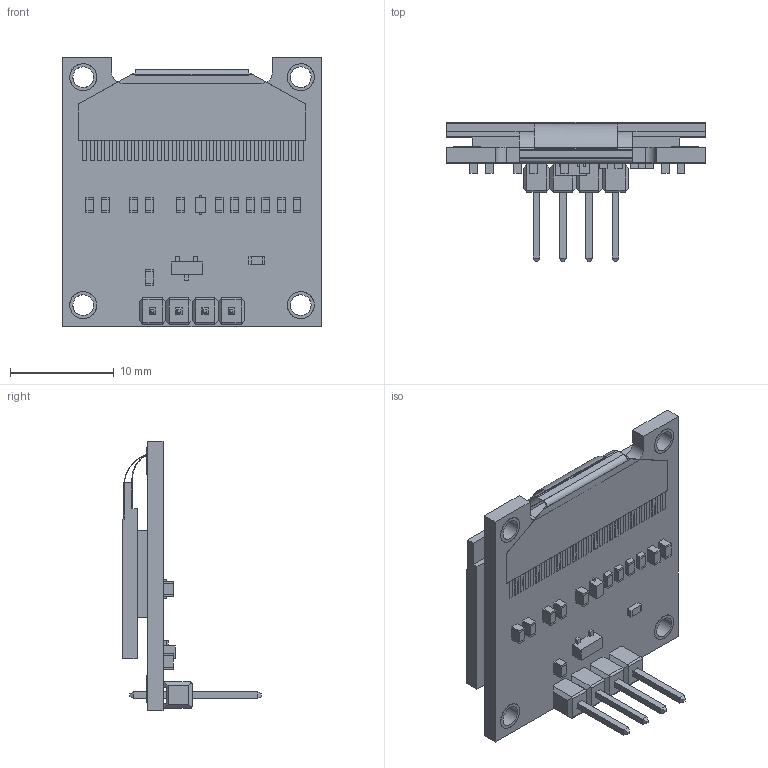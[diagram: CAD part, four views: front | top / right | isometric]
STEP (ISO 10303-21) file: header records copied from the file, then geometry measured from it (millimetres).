
FILE_DESCRIPTION(('HOOPS Exchange Step'),'2;1');
FILE_NAME('export-348DA6D0-022A-45D8-99E8-B668AEF0EF95.stp','2022-08-20T13:38:20-06:00',('xyz'),('Alibre'),'HOOPS Exchange 2022.0','Alibre','Unknown authorisation');
FILE_SCHEMA( ('AP242_MANAGED_MODEL_BASED_3D_ENGINEERING_MIM_LF {1 0 10303 442 1 1 4 }') );
Length unit declared in the file: millimetre
Products named in the file (11): OSSD-128x64; brep_1; brep_2; brep_3; brep_4; shell_1; shell_2; shell_3; shell_4; Document; New Assembly (1)
Assembly tree (10 placements, depth 3):
  New Assembly (1)
    OSSD-128x64
    Document
      brep_1
      brep_2
      brep_3
      brep_4
      shell_1
      shell_2
      shell_3
      shell_4
Bounding box: 25 x 13.39 x 26 mm (x, y, z)
Volume: 1665.9 mm3; surface area: 2639.1 mm2
Topology: 5 solids, 9 shells, 561 faces, 1667 edges, 1163 vertices
Faces by surface type: bspline 431, plane 130
Entity records: 19234 total; most frequent: CARTESIAN_POINT 7487, ORIENTED_EDGE 3310, EDGE_CURVE 1667, B_SPLINE_CURVE_WITH_KNOTS 1569, VERTEX_POINT 1163, EDGE_LOOP 634, FACE_BOUND 634, ADVANCED_FACE 561
